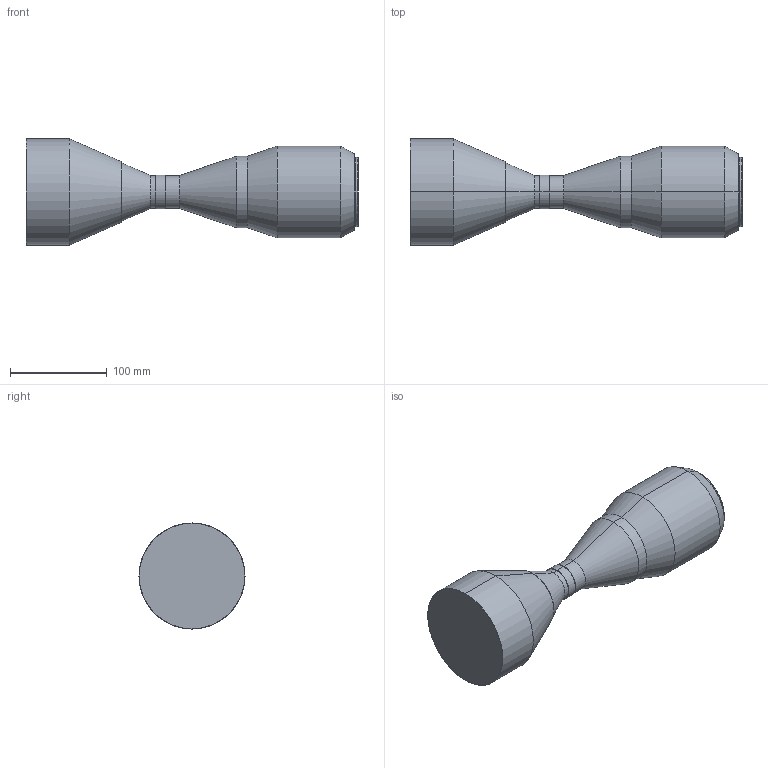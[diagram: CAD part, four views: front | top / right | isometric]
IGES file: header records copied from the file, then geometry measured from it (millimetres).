
Start section: SolidWorks IGES file using analytic representation for surfaces
Global section: file name: DTCM16K-80H-AL IGESͼ.IGS,; native system: SolidWorks 2017; preprocessor: SolidWorks 2017; author: Administrator; date: 191112.174554; units: millimetre
Bounding box: 344 x 110 x 110 mm (x, y, z)
Surface area: 101274.2 mm2 (no closed solid volume)
Topology: 0 solids, 0 shells, 37 faces, 888 edges, 888 vertices
Faces by surface type: revolution 30, bspline 7
